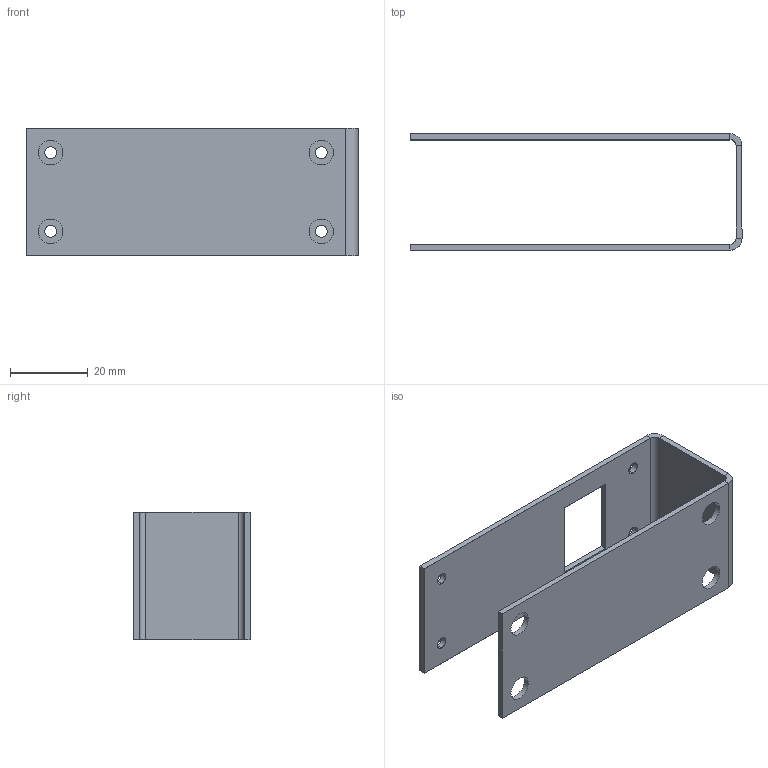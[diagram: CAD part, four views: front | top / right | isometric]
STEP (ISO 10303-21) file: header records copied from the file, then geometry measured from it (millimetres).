
FILE_DESCRIPTION (( 'STEP AP214' ), '1' );
FILE_NAME ('Chest_Lower.STEP', '2013-03-12T15:13:59', ( 'Mickael' ), ( '' ), 'SwSTEP 2.0', 'SolidWorks 2013', '' );
FILE_SCHEMA (( 'AUTOMOTIVE_DESIGN' ));
Length unit declared in the file: inch
Products named in the file (1): Chest_Lower
Bounding box: 85.66 x 30.04 x 33.02 mm (x, y, z)
Volume: 12975.8 mm3; surface area: 18353.8 mm2
Topology: 2 solids, 2 shells, 60 faces, 152 edges, 96 vertices
Faces by surface type: plane 32, cylinder 28
Entity records: 1911 total; most frequent: DIRECTION 330, CARTESIAN_POINT 309, ORIENTED_EDGE 304, EDGE_CURVE 152, AXIS2_PLACEMENT_3D 117, VECTOR 96, LINE 96, VERTEX_POINT 96
